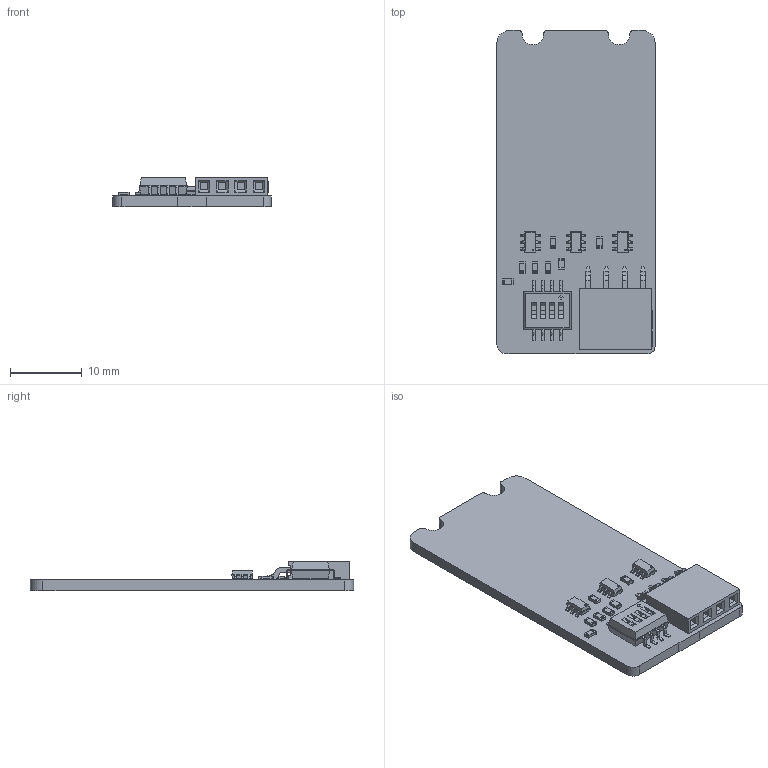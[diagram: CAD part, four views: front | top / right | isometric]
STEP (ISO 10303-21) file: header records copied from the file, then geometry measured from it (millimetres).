
FILE_DESCRIPTION(('KiCad electronic assembly'),'2;1');
FILE_NAME('MothbeamAttractorFemale.step','2025-06-04T15:08:52',('Pcbnew' ),('Kicad'),'Open CASCADE STEP processor 7.8', 'KiCad to STEP converter','Unknown');
FILE_SCHEMA(('AUTOMOTIVE_DESIGN { 1 0 10303 214 1 1 1 1 }'));
Length unit declared in the file: millimetre
Products named in the file (6): MothbeamAttractorFemale 1; SW_DIP_SPSTx04_Slide_KingTek_DSHP04TS_W7.62mm_P1.27mm; R_0603_1608Metric; SC-74-6_1.55x2.9mm_P0.95mm; HDR-SMD_4P-P2.54-H-F; MothbeamAttractor_PCB
Assembly tree (13 placements, depth 2):
  MothbeamAttractorFemale 1
    SW_DIP_SPSTx04_Slide_KingTek_DSHP04TS_W7.62mm_P1.27mm
    R_0603_1608Metric  x7
    SC-74-6_1.55x2.9mm_P0.95mm  x3
    HDR-SMD_4P-P2.54-H-F
    MothbeamAttractor_PCB
Bounding box: 22 x 45 x 4.12 mm (x, y, z)
Volume: 1762.7 mm3; surface area: 2831 mm2
Topology: 13 solids, 13 shells, 1025 faces, 2662 edges, 1698 vertices
Faces by surface type: plane 693, cylinder 182, bspline 150
Entity records: 25697 total; most frequent: CARTESIAN_POINT 5011, ORIENTED_EDGE 3512, DIRECTION 2803, EDGE_CURVE 1756, LINE 1355, VECTOR 1355, VERTEX_POINT 1128, AXIS2_PLACEMENT_3D 724
